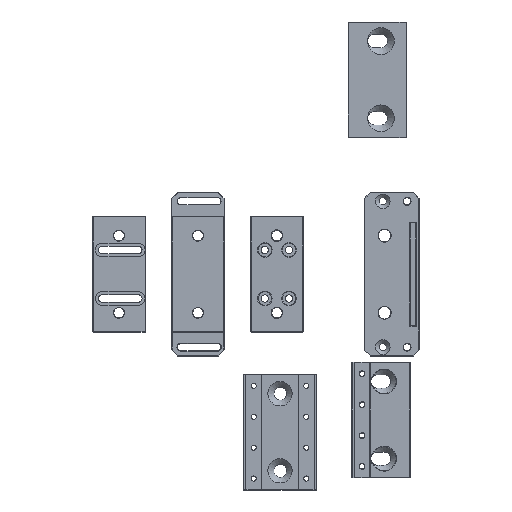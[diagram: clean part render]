
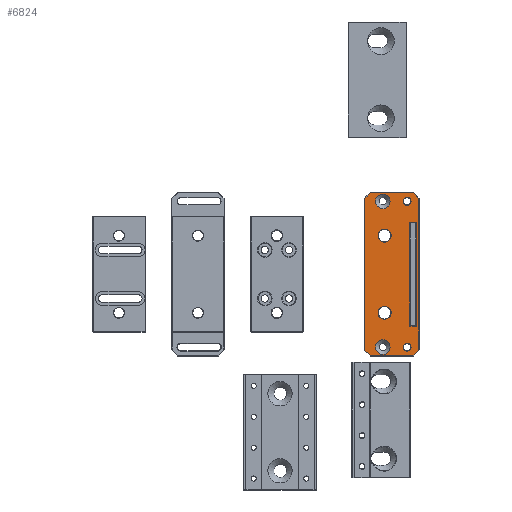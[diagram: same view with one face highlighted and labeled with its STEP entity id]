
A CAD part, top view. The second image highlights one B-rep face of the part: STEP entity #6824.
In plain terms, the highlighted planar face has unit normal (0, 0, 1).
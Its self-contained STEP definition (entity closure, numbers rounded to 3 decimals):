
#120=FACE_BOUND('',#1201,.T.);
#121=FACE_BOUND('',#1202,.T.);
#122=FACE_BOUND('',#1203,.T.);
#123=FACE_BOUND('',#1204,.T.);
#124=FACE_BOUND('',#1205,.T.);
#125=FACE_BOUND('',#1206,.T.);
#126=FACE_BOUND('',#1207,.T.);
#328=CIRCLE('',#7416,6.);
#330=CIRCLE('',#7419,6.);
#332=CIRCLE('',#7422,3.254);
#333=CIRCLE('',#7423,5.391);
#334=CIRCLE('',#7424,5.391);
#335=CIRCLE('',#7425,3.254);
#750=FACE_OUTER_BOUND('',#1200,.T.);
#1200=EDGE_LOOP('',(#5214,#5215,#5216,#5217,#5218,#5219,#5220,#5221));
#1201=EDGE_LOOP('',(#5222));
#1202=EDGE_LOOP('',(#5223));
#1203=EDGE_LOOP('',(#5224));
#1204=EDGE_LOOP('',(#5225));
#1205=EDGE_LOOP('',(#5226));
#1206=EDGE_LOOP('',(#5227,#5228,#5229,#5230));
#1207=EDGE_LOOP('',(#5231));
#1811=LINE('',#10741,#2516);
#1812=LINE('',#10743,#2517);
#1813=LINE('',#10745,#2518);
#1814=LINE('',#10747,#2519);
#1815=LINE('',#10749,#2520);
#1816=LINE('',#10751,#2521);
#1817=LINE('',#10753,#2522);
#1818=LINE('',#10754,#2523);
#1819=LINE('',#10763,#2524);
#1820=LINE('',#10765,#2525);
#1821=LINE('',#10767,#2526);
#1822=LINE('',#10768,#2527);
#2516=VECTOR('',#8639,10.);
#2517=VECTOR('',#8640,10.);
#2518=VECTOR('',#8641,10.);
#2519=VECTOR('',#8642,10.);
#2520=VECTOR('',#8643,10.);
#2521=VECTOR('',#8644,10.);
#2522=VECTOR('',#8645,10.);
#2523=VECTOR('',#8646,10.);
#2524=VECTOR('',#8653,10.);
#2525=VECTOR('',#8654,10.);
#2526=VECTOR('',#8655,10.);
#2527=VECTOR('',#8656,10.);
#3147=VERTEX_POINT('',#10727);
#3149=VERTEX_POINT('',#10733);
#3151=VERTEX_POINT('',#10739);
#3152=VERTEX_POINT('',#10740);
#3153=VERTEX_POINT('',#10742);
#3154=VERTEX_POINT('',#10744);
#3155=VERTEX_POINT('',#10746);
#3156=VERTEX_POINT('',#10748);
#3157=VERTEX_POINT('',#10750);
#3158=VERTEX_POINT('',#10752);
#3159=VERTEX_POINT('',#10755);
#3160=VERTEX_POINT('',#10757);
#3161=VERTEX_POINT('',#10759);
#3162=VERTEX_POINT('',#10761);
#3163=VERTEX_POINT('',#10762);
#3164=VERTEX_POINT('',#10764);
#3165=VERTEX_POINT('',#10766);
#3166=VERTEX_POINT('',#10769);
#3865=EDGE_CURVE('',#3147,#3147,#328,.T.);
#3868=EDGE_CURVE('',#3149,#3149,#330,.T.);
#3871=EDGE_CURVE('',#3151,#3152,#1811,.T.);
#3872=EDGE_CURVE('',#3153,#3151,#1812,.T.);
#3873=EDGE_CURVE('',#3154,#3153,#1813,.T.);
#3874=EDGE_CURVE('',#3155,#3154,#1814,.T.);
#3875=EDGE_CURVE('',#3156,#3155,#1815,.T.);
#3876=EDGE_CURVE('',#3157,#3156,#1816,.T.);
#3877=EDGE_CURVE('',#3158,#3157,#1817,.T.);
#3878=EDGE_CURVE('',#3152,#3158,#1818,.T.);
#3879=EDGE_CURVE('',#3159,#3159,#332,.T.);
#3880=EDGE_CURVE('',#3160,#3160,#333,.T.);
#3881=EDGE_CURVE('',#3161,#3161,#334,.T.);
#3882=EDGE_CURVE('',#3162,#3163,#1819,.T.);
#3883=EDGE_CURVE('',#3164,#3162,#1820,.T.);
#3884=EDGE_CURVE('',#3165,#3164,#1821,.T.);
#3885=EDGE_CURVE('',#3163,#3165,#1822,.T.);
#3886=EDGE_CURVE('',#3166,#3166,#335,.T.);
#5214=ORIENTED_EDGE('',*,*,#3871,.F.);
#5215=ORIENTED_EDGE('',*,*,#3872,.F.);
#5216=ORIENTED_EDGE('',*,*,#3873,.F.);
#5217=ORIENTED_EDGE('',*,*,#3874,.F.);
#5218=ORIENTED_EDGE('',*,*,#3875,.F.);
#5219=ORIENTED_EDGE('',*,*,#3876,.F.);
#5220=ORIENTED_EDGE('',*,*,#3877,.F.);
#5221=ORIENTED_EDGE('',*,*,#3878,.F.);
#5222=ORIENTED_EDGE('',*,*,#3865,.T.);
#5223=ORIENTED_EDGE('',*,*,#3868,.T.);
#5224=ORIENTED_EDGE('',*,*,#3879,.F.);
#5225=ORIENTED_EDGE('',*,*,#3880,.F.);
#5226=ORIENTED_EDGE('',*,*,#3881,.F.);
#5227=ORIENTED_EDGE('',*,*,#3882,.F.);
#5228=ORIENTED_EDGE('',*,*,#3883,.F.);
#5229=ORIENTED_EDGE('',*,*,#3884,.F.);
#5230=ORIENTED_EDGE('',*,*,#3885,.F.);
#5231=ORIENTED_EDGE('',*,*,#3886,.F.);
#6500=PLANE('',#7421);
#6824=ADVANCED_FACE('',(#750,#120,#121,#122,#123,#124,#125,#126),#6500,
 .T.);
#7416=AXIS2_PLACEMENT_3D('',#10728,#8625,#8626);
#7419=AXIS2_PLACEMENT_3D('',#10734,#8632,#8633);
#7421=AXIS2_PLACEMENT_3D('',#10738,#8637,#8638);
#7422=AXIS2_PLACEMENT_3D('',#10756,#8647,#8648);
#7423=AXIS2_PLACEMENT_3D('',#10758,#8649,#8650);
#7424=AXIS2_PLACEMENT_3D('',#10760,#8651,#8652);
#7425=AXIS2_PLACEMENT_3D('',#10770,#8657,#8658);
#8625=DIRECTION('center_axis',(0.,0.,-1.));
#8626=DIRECTION('ref_axis',(1.,0.,0.));
#8632=DIRECTION('center_axis',(0.,0.,-1.));
#8633=DIRECTION('ref_axis',(1.,0.,0.));
#8637=DIRECTION('center_axis',(0.,0.,1.));
#8638=DIRECTION('ref_axis',(1.,0.,0.));
#8639=DIRECTION('',(-0.707,0.707,0.));
#8640=DIRECTION('',(-1.,0.,0.));
#8641=DIRECTION('',(-0.707,-0.707,0.));
#8642=DIRECTION('',(0.,-1.,0.));
#8643=DIRECTION('',(0.707,-0.707,0.));
#8644=DIRECTION('',(1.,0.,0.));
#8645=DIRECTION('',(0.707,0.707,0.));
#8646=DIRECTION('',(0.,1.,0.));
#8647=DIRECTION('center_axis',(0.,0.,1.));
#8648=DIRECTION('ref_axis',(1.,0.,0.));
#8649=DIRECTION('center_axis',(0.,0.,1.));
#8650=DIRECTION('ref_axis',(1.,0.,0.));
#8651=DIRECTION('center_axis',(0.,0.,1.));
#8652=DIRECTION('ref_axis',(1.,0.,0.));
#8653=DIRECTION('',(1.,0.,0.));
#8654=DIRECTION('',(0.,-1.,0.));
#8655=DIRECTION('',(-1.,0.,0.));
#8656=DIRECTION('',(0.,1.,0.));
#8657=DIRECTION('center_axis',(0.,0.,1.));
#8658=DIRECTION('ref_axis',(1.,0.,0.));
#10727=CARTESIAN_POINT('',(81.037,-60.,0.));
#10728=CARTESIAN_POINT('Origin',(87.037,-60.,0.));
#10733=CARTESIAN_POINT('',(81.037,60.,0.));
#10734=CARTESIAN_POINT('Origin',(87.037,60.,0.));
#10738=CARTESIAN_POINT('Origin',(94.537,0.,
0.));
#10739=CARTESIAN_POINT('',(77.142,-67.246,0.));
#10740=CARTESIAN_POINT('',(72.291,-62.395,0.));
#10741=CARTESIAN_POINT('',(64.717,-54.82,0.));
#10742=CARTESIAN_POINT('',(111.932,-67.246,0.));
#10743=CARTESIAN_POINT('',(103.287,-67.246,0.));
#10744=CARTESIAN_POINT('',(116.783,-62.395,0.));
#10745=CARTESIAN_POINT('',(126.858,-52.32,0.));
#10746=CARTESIAN_POINT('',(116.783,62.395,0.));
#10747=CARTESIAN_POINT('',(116.783,31.25,0.));
#10748=CARTESIAN_POINT('',(111.932,67.246,0.));
#10749=CARTESIAN_POINT('',(124.358,54.82,0.));
#10750=CARTESIAN_POINT('',(77.142,67.246,0.));
#10751=CARTESIAN_POINT('',(85.787,67.246,0.));
#10752=CARTESIAN_POINT('',(72.291,62.395,0.));
#10753=CARTESIAN_POINT('',(62.217,52.32,0.));
#10754=CARTESIAN_POINT('',(72.291,-31.25,0.));
#10755=CARTESIAN_POINT('',(103.783,60.,0.));
#10756=CARTESIAN_POINT('Origin',(107.037,60.,0.));
#10757=CARTESIAN_POINT('',(83.146,-31.75,0.));
#10758=CARTESIAN_POINT('Origin',(88.537,-31.75,0.));
#10759=CARTESIAN_POINT('',(83.146,31.75,0.));
#10760=CARTESIAN_POINT('Origin',(88.537,31.75,0.));
#10761=CARTESIAN_POINT('',(109.283,-42.754,0.));
#10762=CARTESIAN_POINT('',(114.791,-42.754,0.));
#10763=CARTESIAN_POINT('',(102.037,-42.754,0.));
#10764=CARTESIAN_POINT('',(109.283,42.754,0.));
#10765=CARTESIAN_POINT('',(109.283,21.25,0.));
#10766=CARTESIAN_POINT('',(114.791,42.754,0.));
#10767=CARTESIAN_POINT('',(104.537,42.754,0.));
#10768=CARTESIAN_POINT('',(114.791,-21.25,0.));
#10769=CARTESIAN_POINT('',(103.783,-60.,0.));
#10770=CARTESIAN_POINT('Origin',(107.037,-60.,0.));
